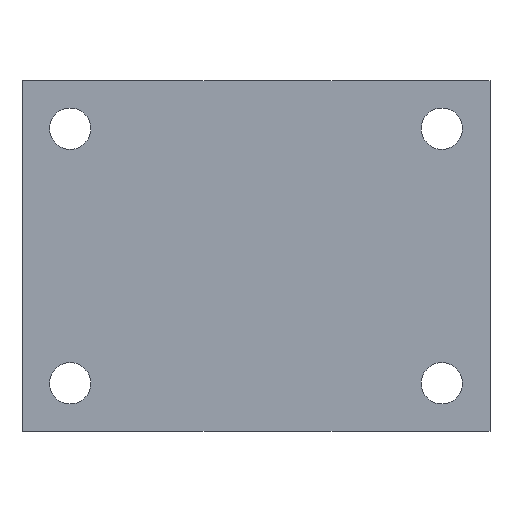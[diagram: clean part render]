
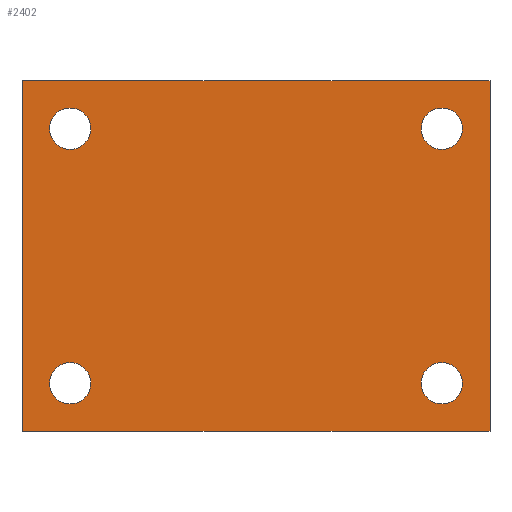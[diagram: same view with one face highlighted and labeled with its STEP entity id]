
A CAD part, front view. The second image highlights one B-rep face of the part: STEP entity #2402.
In plain terms, the highlighted planar face has unit normal (0, -1, 0).
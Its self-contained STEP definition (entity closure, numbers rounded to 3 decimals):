
#130 = CARTESIAN_POINT ( 'NONE',  ( 962.856, 989.236, 971.381 ) ) ;
#174 = DIRECTION ( 'NONE',  ( -1., 0., 0. ) ) ;
#193 = DIRECTION ( 'NONE',  ( 0., 1., 0. ) ) ;
#195 = AXIS2_PLACEMENT_3D ( 'NONE', #10346, #1334, #9471 ) ;
#309 = CIRCLE ( 'NONE', #3447, 3. ) ;
#358 = EDGE_CURVE ( 'NONE', #10350, #1907, #2515, .T. ) ;
#374 = ORIENTED_EDGE ( 'NONE', *, *, #5537, .T. ) ;
#412 = VECTOR ( 'NONE', #5202, 1000. ) ;
#452 = AXIS2_PLACEMENT_3D ( 'NONE', #3363, #7900, #11385 ) ;
#566 = CARTESIAN_POINT ( 'NONE',  ( 1026.856, 989.236, 978.381 ) ) ;
#700 = VERTEX_POINT ( 'NONE', #6767 ) ;
#818 = CARTESIAN_POINT ( 'NONE',  ( 1026.856, 989.236, 1015.381 ) ) ;
#858 = FACE_BOUND ( 'NONE', #7068, .T. ) ;
#916 = FACE_OUTER_BOUND ( 'NONE', #1376, .T. ) ;
#923 = CARTESIAN_POINT ( 'NONE',  ( 969.856, 989.236, 978.381 ) ) ;
#1030 = AXIS2_PLACEMENT_3D ( 'NONE', #9584, #5217, #9710 ) ;
#1184 = EDGE_CURVE ( 'NONE', #7709, #5784, #4028, .T. ) ;
#1334 = DIRECTION ( 'NONE',  ( 0., 1., 0. ) ) ;
#1376 = EDGE_LOOP ( 'NONE', ( #7220, #7663, #5128, #5121 ) ) ;
#1617 = CARTESIAN_POINT ( 'NONE',  ( 1030.856, 989.236, 971.381 ) ) ;
#1622 = ORIENTED_EDGE ( 'NONE', *, *, #9089, .T. ) ;
#1688 = VECTOR ( 'NONE', #3784, 1000. ) ;
#1702 = EDGE_LOOP ( 'NONE', ( #2991, #9260 ) ) ;
#1907 = VERTEX_POINT ( 'NONE', #11409 ) ;
#2035 = VERTEX_POINT ( 'NONE', #5687 ) ;
#2044 = CARTESIAN_POINT ( 'NONE',  ( 966.856, 989.236, 1015.381 ) ) ;
#2279 = VERTEX_POINT ( 'NONE', #2044 ) ;
#2308 = CIRCLE ( 'NONE', #452, 3. ) ;
#2316 = ORIENTED_EDGE ( 'NONE', *, *, #6544, .T. ) ;
#2367 = EDGE_CURVE ( 'NONE', #9015, #8001, #3632, .T. ) ;
#2402 = ADVANCED_FACE ( 'NONE', ( #858, #9769, #5391, #2735, #916 ), #10515, .T. ) ;
#2474 = CARTESIAN_POINT ( 'NONE',  ( 1030.856, 989.236, 1022.381 ) ) ;
#2515 = LINE ( 'NONE', #6026, #4658 ) ;
#2593 = LINE ( 'NONE', #2474, #8152 ) ;
#2624 = CIRCLE ( 'NONE', #8496, 3. ) ;
#2735 = FACE_BOUND ( 'NONE', #1702, .T. ) ;
#2868 = DIRECTION ( 'NONE',  ( -1., 0., 0. ) ) ;
#2991 = ORIENTED_EDGE ( 'NONE', *, *, #8314, .T. ) ;
#3343 = CARTESIAN_POINT ( 'NONE',  ( 1023.856, 989.236, 978.381 ) ) ;
#3363 = CARTESIAN_POINT ( 'NONE',  ( 969.856, 989.236, 1015.381 ) ) ;
#3447 = AXIS2_PLACEMENT_3D ( 'NONE', #6322, #193, #3723 ) ;
#3455 = ORIENTED_EDGE ( 'NONE', *, *, #8765, .T. ) ;
#3460 = DIRECTION ( 'NONE',  ( -1., 0., 0. ) ) ;
#3632 = CIRCLE ( 'NONE', #6212, 3. ) ;
#3723 = DIRECTION ( 'NONE',  ( -1., 0., 0. ) ) ;
#3784 = DIRECTION ( 'NONE',  ( 1., 0., 0. ) ) ;
#4028 = CIRCLE ( 'NONE', #4967, 3. ) ;
#4080 = AXIS2_PLACEMENT_3D ( 'NONE', #9152, #9093, #2868 ) ;
#4658 = VECTOR ( 'NONE', #10300, 1000. ) ;
#4713 = CIRCLE ( 'NONE', #5811, 3. ) ;
#4967 = AXIS2_PLACEMENT_3D ( 'NONE', #923, #7225, #174 ) ;
#5037 = LINE ( 'NONE', #1617, #412 ) ;
#5121 = ORIENTED_EDGE ( 'NONE', *, *, #9671, .T. ) ;
#5128 = ORIENTED_EDGE ( 'NONE', *, *, #6835, .T. ) ;
#5132 = EDGE_LOOP ( 'NONE', ( #374, #7703 ) ) ;
#5202 = DIRECTION ( 'NONE',  ( 0., 0., 1. ) ) ;
#5217 = DIRECTION ( 'NONE',  ( 0., -1., 0. ) ) ;
#5308 = DIRECTION ( 'NONE',  ( 0., 1., 0. ) ) ;
#5359 = ORIENTED_EDGE ( 'NONE', *, *, #6782, .T. ) ;
#5391 = FACE_BOUND ( 'NONE', #8999, .T. ) ;
#5537 = EDGE_CURVE ( 'NONE', #8001, #9015, #2624, .T. ) ;
#5687 = CARTESIAN_POINT ( 'NONE',  ( 1030.856, 989.236, 1022.381 ) ) ;
#5784 = VERTEX_POINT ( 'NONE', #5961 ) ;
#5811 = AXIS2_PLACEMENT_3D ( 'NONE', #7426, #10955, #9117 ) ;
#5874 = VERTEX_POINT ( 'NONE', #818 ) ;
#5961 = CARTESIAN_POINT ( 'NONE',  ( 966.856, 989.236, 978.381 ) ) ;
#6026 = CARTESIAN_POINT ( 'NONE',  ( 962.856, 989.236, 971.381 ) ) ;
#6212 = AXIS2_PLACEMENT_3D ( 'NONE', #7842, #10463, #6937 ) ;
#6322 = CARTESIAN_POINT ( 'NONE',  ( 969.856, 989.236, 978.381 ) ) ;
#6335 = CARTESIAN_POINT ( 'NONE',  ( 1030.856, 989.236, 971.381 ) ) ;
#6544 = EDGE_CURVE ( 'NONE', #5874, #9092, #10885, .T. ) ;
#6567 = CARTESIAN_POINT ( 'NONE',  ( 1030.856, 989.236, 971.381 ) ) ;
#6767 = CARTESIAN_POINT ( 'NONE',  ( 972.856, 989.236, 1015.381 ) ) ;
#6782 = EDGE_CURVE ( 'NONE', #9092, #5874, #7030, .T. ) ;
#6835 = EDGE_CURVE ( 'NONE', #10350, #9264, #9033, .T. ) ;
#6937 = DIRECTION ( 'NONE',  ( -1., 0., 0. ) ) ;
#7030 = CIRCLE ( 'NONE', #4080, 3. ) ;
#7068 = EDGE_LOOP ( 'NONE', ( #5359, #2316 ) ) ;
#7220 = ORIENTED_EDGE ( 'NONE', *, *, #7538, .F. ) ;
#7225 = DIRECTION ( 'NONE',  ( 0., 1., 0. ) ) ;
#7426 = CARTESIAN_POINT ( 'NONE',  ( 969.856, 989.236, 1015.381 ) ) ;
#7538 = EDGE_CURVE ( 'NONE', #1907, #2035, #2593, .T. ) ;
#7663 = ORIENTED_EDGE ( 'NONE', *, *, #358, .F. ) ;
#7703 = ORIENTED_EDGE ( 'NONE', *, *, #2367, .T. ) ;
#7709 = VERTEX_POINT ( 'NONE', #10819 ) ;
#7842 = CARTESIAN_POINT ( 'NONE',  ( 1023.856, 989.236, 978.381 ) ) ;
#7900 = DIRECTION ( 'NONE',  ( 0., 1., 0. ) ) ;
#8001 = VERTEX_POINT ( 'NONE', #8368 ) ;
#8152 = VECTOR ( 'NONE', #8517, 1000. ) ;
#8314 = EDGE_CURVE ( 'NONE', #5784, #7709, #309, .T. ) ;
#8368 = CARTESIAN_POINT ( 'NONE',  ( 1020.856, 989.236, 978.381 ) ) ;
#8496 = AXIS2_PLACEMENT_3D ( 'NONE', #3343, #5308, #3460 ) ;
#8517 = DIRECTION ( 'NONE',  ( 1., 0., 0. ) ) ;
#8765 = EDGE_CURVE ( 'NONE', #700, #2279, #2308, .T. ) ;
#8999 = EDGE_LOOP ( 'NONE', ( #1622, #3455 ) ) ;
#9015 = VERTEX_POINT ( 'NONE', #566 ) ;
#9033 = LINE ( 'NONE', #6567, #1688 ) ;
#9089 = EDGE_CURVE ( 'NONE', #2279, #700, #4713, .T. ) ;
#9092 = VERTEX_POINT ( 'NONE', #9220 ) ;
#9093 = DIRECTION ( 'NONE',  ( 0., 1., 0. ) ) ;
#9117 = DIRECTION ( 'NONE',  ( -1., 0., 0. ) ) ;
#9152 = CARTESIAN_POINT ( 'NONE',  ( 1023.856, 989.236, 1015.381 ) ) ;
#9220 = CARTESIAN_POINT ( 'NONE',  ( 1020.856, 989.236, 1015.381 ) ) ;
#9260 = ORIENTED_EDGE ( 'NONE', *, *, #1184, .T. ) ;
#9264 = VERTEX_POINT ( 'NONE', #6335 ) ;
#9471 = DIRECTION ( 'NONE',  ( -1., 0., 0. ) ) ;
#9584 = CARTESIAN_POINT ( 'NONE',  ( 1030.856, 989.236, 971.381 ) ) ;
#9671 = EDGE_CURVE ( 'NONE', #9264, #2035, #5037, .T. ) ;
#9710 = DIRECTION ( 'NONE',  ( -1., 0., 0. ) ) ;
#9769 = FACE_BOUND ( 'NONE', #5132, .T. ) ;
#10300 = DIRECTION ( 'NONE',  ( 0., 0., 1. ) ) ;
#10346 = CARTESIAN_POINT ( 'NONE',  ( 1023.856, 989.236, 1015.381 ) ) ;
#10350 = VERTEX_POINT ( 'NONE', #130 ) ;
#10463 = DIRECTION ( 'NONE',  ( 0., 1., 0. ) ) ;
#10515 = PLANE ( 'NONE',  #1030 ) ;
#10819 = CARTESIAN_POINT ( 'NONE',  ( 972.856, 989.236, 978.381 ) ) ;
#10885 = CIRCLE ( 'NONE', #195, 3. ) ;
#10955 = DIRECTION ( 'NONE',  ( 0., 1., 0. ) ) ;
#11385 = DIRECTION ( 'NONE',  ( -1., 0., 0. ) ) ;
#11409 = CARTESIAN_POINT ( 'NONE',  ( 962.856, 989.236, 1022.381 ) ) ;
